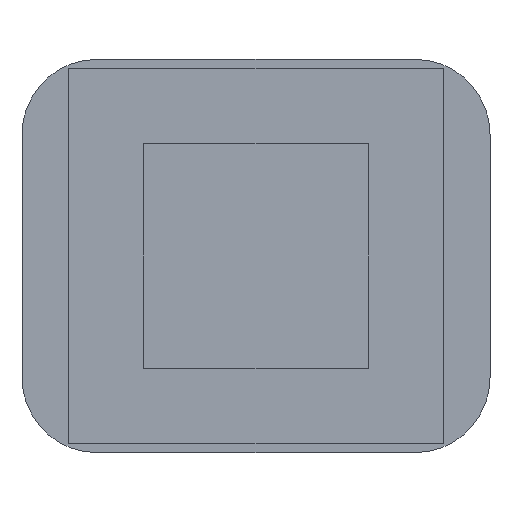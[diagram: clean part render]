
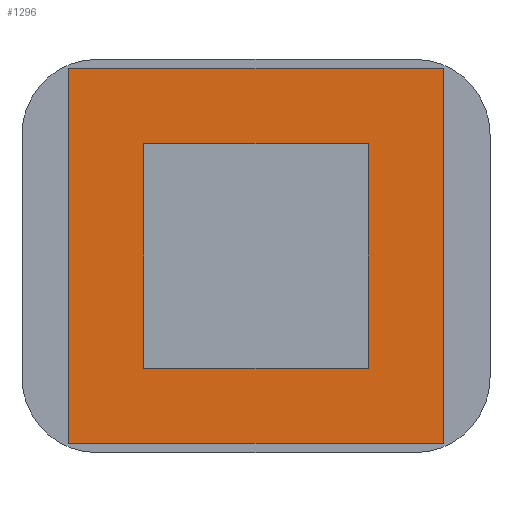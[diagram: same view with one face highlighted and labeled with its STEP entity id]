
A CAD part, front view. The second image highlights one B-rep face of the part: STEP entity #1296.
In plain terms, the highlighted planar face has unit normal (0, -1, 0).
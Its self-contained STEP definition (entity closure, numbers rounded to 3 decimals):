
#7 = EDGE_CURVE ( 'NONE', #972, #1419, #59, .T. ) ;
#13 = ORIENTED_EDGE ( 'NONE', *, *, #1395, .F. ) ;
#59 = LINE ( 'NONE', #652, #1335 ) ;
#73 = LINE ( 'NONE', #557, #1063 ) ;
#77 = CARTESIAN_POINT ( 'NONE',  ( -20., -5., -20. ) ) ;
#87 = ORIENTED_EDGE ( 'NONE', *, *, #372, .T. ) ;
#145 = DIRECTION ( 'NONE',  ( 0., 0., 1. ) ) ;
#159 = CARTESIAN_POINT ( 'NONE',  ( 20., -5., 20. ) ) ;
#192 = DIRECTION ( 'NONE',  ( 0., 0., 1. ) ) ;
#220 = VERTEX_POINT ( 'NONE', #77 ) ;
#231 = CARTESIAN_POINT ( 'NONE',  ( 0., -5., 0. ) ) ;
#236 = EDGE_CURVE ( 'NONE', #1432, #426, #1155, .T. ) ;
#249 = VERTEX_POINT ( 'NONE', #1073 ) ;
#258 = DIRECTION ( 'NONE',  ( 0., 0., -1. ) ) ;
#372 = EDGE_CURVE ( 'NONE', #220, #1432, #1453, .T. ) ;
#387 = AXIS2_PLACEMENT_3D ( 'NONE', #231, #699, #1039 ) ;
#410 = DIRECTION ( 'NONE',  ( -1., 0., 0. ) ) ;
#426 = VERTEX_POINT ( 'NONE', #159 ) ;
#433 = FACE_BOUND ( 'NONE', #1329, .T. ) ;
#435 = LINE ( 'NONE', #934, #596 ) ;
#467 = VECTOR ( 'NONE', #719, 1000. ) ;
#514 = VECTOR ( 'NONE', #849, 1000. ) ;
#522 = EDGE_CURVE ( 'NONE', #1419, #249, #73, .T. ) ;
#534 = VERTEX_POINT ( 'NONE', #782 ) ;
#554 = PLANE ( 'NONE',  #387 ) ;
#557 = CARTESIAN_POINT ( 'NONE',  ( -12., -5., 12. ) ) ;
#592 = ORIENTED_EDGE ( 'NONE', *, *, #7, .F. ) ;
#596 = VECTOR ( 'NONE', #922, 1000. ) ;
#652 = CARTESIAN_POINT ( 'NONE',  ( 12., -5., -12. ) ) ;
#687 = ORIENTED_EDGE ( 'NONE', *, *, #930, .T. ) ;
#694 = LINE ( 'NONE', #1096, #514 ) ;
#699 = DIRECTION ( 'NONE',  ( 0., 1., 0. ) ) ;
#719 = DIRECTION ( 'NONE',  ( 1., 0., 0. ) ) ;
#722 = DIRECTION ( 'NONE',  ( 0., 0., -1. ) ) ;
#731 = LINE ( 'NONE', #1203, #737 ) ;
#737 = VECTOR ( 'NONE', #722, 1000. ) ;
#782 = CARTESIAN_POINT ( 'NONE',  ( -12., -5., -12. ) ) ;
#839 = CARTESIAN_POINT ( 'NONE',  ( -20., -5., 20. ) ) ;
#849 = DIRECTION ( 'NONE',  ( 1., 0., 0. ) ) ;
#922 = DIRECTION ( 'NONE',  ( -1., 0., 0. ) ) ;
#930 = EDGE_CURVE ( 'NONE', #426, #1528, #435, .T. ) ;
#934 = CARTESIAN_POINT ( 'NONE',  ( -20., -5., 20. ) ) ;
#939 = EDGE_CURVE ( 'NONE', #534, #972, #694, .T. ) ;
#972 = VERTEX_POINT ( 'NONE', #994 ) ;
#987 = LINE ( 'NONE', #1320, #1549 ) ;
#994 = CARTESIAN_POINT ( 'NONE',  ( 12., -5., -12. ) ) ;
#1026 = CARTESIAN_POINT ( 'NONE',  ( 20., -5., -20. ) ) ;
#1039 = DIRECTION ( 'NONE',  ( 0., 0., 1. ) ) ;
#1063 = VECTOR ( 'NONE', #410, 1000. ) ;
#1073 = CARTESIAN_POINT ( 'NONE',  ( -12., -5., 12. ) ) ;
#1096 = CARTESIAN_POINT ( 'NONE',  ( -12., -5., -12. ) ) ;
#1155 = LINE ( 'NONE', #1026, #1503 ) ;
#1178 = FACE_OUTER_BOUND ( 'NONE', #1464, .T. ) ;
#1187 = ORIENTED_EDGE ( 'NONE', *, *, #1417, .T. ) ;
#1203 = CARTESIAN_POINT ( 'NONE',  ( -20., -5., -20. ) ) ;
#1215 = ORIENTED_EDGE ( 'NONE', *, *, #522, .F. ) ;
#1260 = ORIENTED_EDGE ( 'NONE', *, *, #236, .T. ) ;
#1296 = ADVANCED_FACE ( 'NONE', ( #1178, #433 ), #554, .F. ) ;
#1319 = CARTESIAN_POINT ( 'NONE',  ( -20., -5., -20. ) ) ;
#1320 = CARTESIAN_POINT ( 'NONE',  ( -12., -5., -12. ) ) ;
#1329 = EDGE_LOOP ( 'NONE', ( #592, #1414, #13, #1215 ) ) ;
#1335 = VECTOR ( 'NONE', #192, 1000. ) ;
#1395 = EDGE_CURVE ( 'NONE', #249, #534, #987, .T. ) ;
#1414 = ORIENTED_EDGE ( 'NONE', *, *, #939, .F. ) ;
#1417 = EDGE_CURVE ( 'NONE', #1528, #220, #731, .T. ) ;
#1419 = VERTEX_POINT ( 'NONE', #1441 ) ;
#1432 = VERTEX_POINT ( 'NONE', #1434 ) ;
#1434 = CARTESIAN_POINT ( 'NONE',  ( 20., -5., -20. ) ) ;
#1441 = CARTESIAN_POINT ( 'NONE',  ( 12., -5., 12. ) ) ;
#1453 = LINE ( 'NONE', #1319, #467 ) ;
#1464 = EDGE_LOOP ( 'NONE', ( #1260, #687, #1187, #87 ) ) ;
#1503 = VECTOR ( 'NONE', #145, 1000. ) ;
#1528 = VERTEX_POINT ( 'NONE', #839 ) ;
#1549 = VECTOR ( 'NONE', #258, 1000. ) ;
